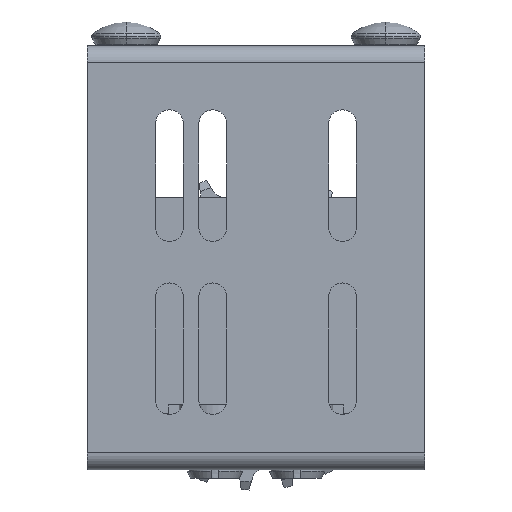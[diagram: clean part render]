
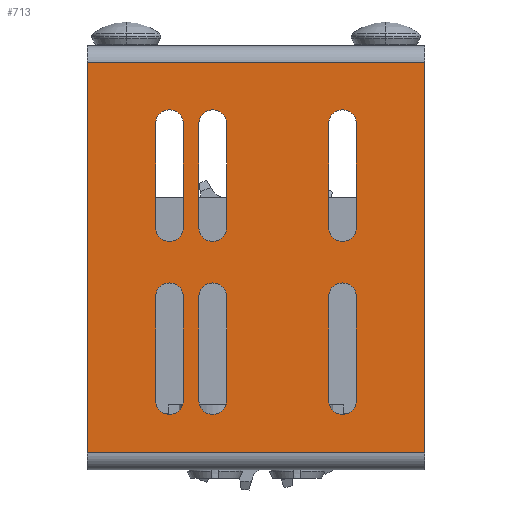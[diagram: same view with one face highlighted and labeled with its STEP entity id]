
A CAD part, left-side view. The second image highlights one B-rep face of the part: STEP entity #713.
In plain terms, the highlighted planar face has unit normal (-1, 0, 0).
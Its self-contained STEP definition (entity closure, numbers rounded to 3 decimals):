
#713=ADVANCED_FACE('',(#1980,#1981,#1982,#1983,#1984,#1985,#1986),#1987,.T.);
#1980=FACE_BOUND('',#3876,.T.);
#1981=FACE_BOUND('',#3877,.T.);
#1982=FACE_BOUND('',#3878,.T.);
#1983=FACE_BOUND('',#3879,.T.);
#1984=FACE_BOUND('',#3880,.T.);
#1985=FACE_BOUND('',#3881,.T.);
#1986=FACE_OUTER_BOUND('',#3882,.T.);
#1987=PLANE('',#3883);
#3876=EDGE_LOOP('',(#6014,#6015,#6016,#6017));
#3877=EDGE_LOOP('',(#6018,#6019,#6020,#6021));
#3878=EDGE_LOOP('',(#6022,#6023,#6024,#6025));
#3879=EDGE_LOOP('',(#6026,#6027,#6028,#6029));
#3880=EDGE_LOOP('',(#6030,#6031,#6032,#6033));
#3881=EDGE_LOOP('',(#6034,#6035,#6036,#6037));
#3882=EDGE_LOOP('',(#6038,#6039,#6040,#6041));
#3883=AXIS2_PLACEMENT_3D('',#6042,#6043,#6044);
#6014=ORIENTED_EDGE('',*,*,#11127,.T.);
#6015=ORIENTED_EDGE('',*,*,#11253,.T.);
#6016=ORIENTED_EDGE('',*,*,#11132,.T.);
#6017=ORIENTED_EDGE('',*,*,#11254,.T.);
#6018=ORIENTED_EDGE('',*,*,#11137,.T.);
#6019=ORIENTED_EDGE('',*,*,#11255,.T.);
#6020=ORIENTED_EDGE('',*,*,#11142,.T.);
#6021=ORIENTED_EDGE('',*,*,#11256,.T.);
#6022=ORIENTED_EDGE('',*,*,#11147,.T.);
#6023=ORIENTED_EDGE('',*,*,#11257,.T.);
#6024=ORIENTED_EDGE('',*,*,#11152,.T.);
#6025=ORIENTED_EDGE('',*,*,#11258,.T.);
#6026=ORIENTED_EDGE('',*,*,#11157,.T.);
#6027=ORIENTED_EDGE('',*,*,#11259,.T.);
#6028=ORIENTED_EDGE('',*,*,#11162,.T.);
#6029=ORIENTED_EDGE('',*,*,#11260,.T.);
#6030=ORIENTED_EDGE('',*,*,#11167,.T.);
#6031=ORIENTED_EDGE('',*,*,#11261,.T.);
#6032=ORIENTED_EDGE('',*,*,#11172,.T.);
#6033=ORIENTED_EDGE('',*,*,#11262,.T.);
#6034=ORIENTED_EDGE('',*,*,#11177,.T.);
#6035=ORIENTED_EDGE('',*,*,#11263,.T.);
#6036=ORIENTED_EDGE('',*,*,#11182,.T.);
#6037=ORIENTED_EDGE('',*,*,#11264,.T.);
#6038=ORIENTED_EDGE('',*,*,#11199,.T.);
#6039=ORIENTED_EDGE('',*,*,#11251,.F.);
#6040=ORIENTED_EDGE('',*,*,#11265,.F.);
#6041=ORIENTED_EDGE('',*,*,#11266,.T.);
#6042=CARTESIAN_POINT('',(0.0,39.0,49.));
#6043=DIRECTION('',(-1.0,0.0,0.0));
#6044=DIRECTION('',(0.0,0.0,-1.0));
#11127=EDGE_CURVE('',#13300,#13297,#13301,.T.);
#11132=EDGE_CURVE('',#13309,#13306,#13310,.T.);
#11137=EDGE_CURVE('',#13318,#13315,#13319,.T.);
#11142=EDGE_CURVE('',#13327,#13324,#13328,.T.);
#11147=EDGE_CURVE('',#13336,#13333,#13337,.T.);
#11152=EDGE_CURVE('',#13345,#13342,#13346,.T.);
#11157=EDGE_CURVE('',#13354,#13351,#13355,.T.);
#11162=EDGE_CURVE('',#13363,#13360,#13364,.T.);
#11167=EDGE_CURVE('',#13372,#13369,#13373,.T.);
#11172=EDGE_CURVE('',#13381,#13378,#13382,.T.);
#11177=EDGE_CURVE('',#13390,#13387,#13391,.T.);
#11182=EDGE_CURVE('',#13399,#13396,#13400,.T.);
#11199=EDGE_CURVE('',#13430,#13428,#13431,.T.);
#11251=EDGE_CURVE('',#13505,#13428,#13507,.T.);
#11253=EDGE_CURVE('',#13297,#13309,#13509,.T.);
#11254=EDGE_CURVE('',#13306,#13300,#13510,.T.);
#11255=EDGE_CURVE('',#13315,#13327,#13511,.T.);
#11256=EDGE_CURVE('',#13324,#13318,#13512,.T.);
#11257=EDGE_CURVE('',#13333,#13345,#13513,.T.);
#11258=EDGE_CURVE('',#13342,#13336,#13514,.T.);
#11259=EDGE_CURVE('',#13351,#13363,#13515,.T.);
#11260=EDGE_CURVE('',#13360,#13354,#13516,.T.);
#11261=EDGE_CURVE('',#13369,#13381,#13517,.T.);
#11262=EDGE_CURVE('',#13378,#13372,#13518,.T.);
#11263=EDGE_CURVE('',#13387,#13399,#13519,.T.);
#11264=EDGE_CURVE('',#13396,#13390,#13520,.T.);
#11265=EDGE_CURVE('',#13521,#13505,#13522,.T.);
#11266=EDGE_CURVE('',#13521,#13430,#13523,.T.);
#13297=VERTEX_POINT('',#16416);
#13300=VERTEX_POINT('',#16420);
#13301=CIRCLE('',#16421,3.2);
#13306=VERTEX_POINT('',#16427);
#13309=VERTEX_POINT('',#16431);
#13310=CIRCLE('',#16432,3.2);
#13315=VERTEX_POINT('',#16438);
#13318=VERTEX_POINT('',#16442);
#13319=CIRCLE('',#16443,3.2);
#13324=VERTEX_POINT('',#16449);
#13327=VERTEX_POINT('',#16453);
#13328=CIRCLE('',#16454,3.2);
#13333=VERTEX_POINT('',#16460);
#13336=VERTEX_POINT('',#16464);
#13337=CIRCLE('',#16465,3.2);
#13342=VERTEX_POINT('',#16471);
#13345=VERTEX_POINT('',#16475);
#13346=CIRCLE('',#16476,3.2);
#13351=VERTEX_POINT('',#16482);
#13354=VERTEX_POINT('',#16486);
#13355=CIRCLE('',#16487,3.2);
#13360=VERTEX_POINT('',#16493);
#13363=VERTEX_POINT('',#16497);
#13364=CIRCLE('',#16498,3.2);
#13369=VERTEX_POINT('',#16504);
#13372=VERTEX_POINT('',#16508);
#13373=CIRCLE('',#16509,3.2);
#13378=VERTEX_POINT('',#16515);
#13381=VERTEX_POINT('',#16519);
#13382=CIRCLE('',#16520,3.2);
#13387=VERTEX_POINT('',#16526);
#13390=VERTEX_POINT('',#16530);
#13391=CIRCLE('',#16531,3.2);
#13396=VERTEX_POINT('',#16537);
#13399=VERTEX_POINT('',#16541);
#13400=CIRCLE('',#16542,3.2);
#13428=VERTEX_POINT('',#16577);
#13430=VERTEX_POINT('',#16579);
#13431=LINE('',#16580,#16581);
#13505=VERTEX_POINT('',#16689);
#13507=LINE('',#16691,#16692);
#13509=LINE('',#16694,#16695);
#13510=LINE('',#16696,#16697);
#13511=LINE('',#16698,#16699);
#13512=LINE('',#16700,#16701);
#13513=LINE('',#16702,#16703);
#13514=LINE('',#16704,#16705);
#13515=LINE('',#16706,#16707);
#13516=LINE('',#16708,#16709);
#13517=LINE('',#16710,#16711);
#13518=LINE('',#16712,#16713);
#13519=LINE('',#16714,#16715);
#13520=LINE('',#16716,#16717);
#13521=VERTEX_POINT('',#16718);
#13522=LINE('',#16719,#16720);
#13523=LINE('',#16721,#16722);
#16416=CARTESIAN_POINT('',(0.0,16.8,40.));
#16420=CARTESIAN_POINT('',(0.0,23.2,40.));
#16421=AXIS2_PLACEMENT_3D('',#21319,#21320,#21321);
#16427=CARTESIAN_POINT('',(0.0,23.2,16.));
#16431=CARTESIAN_POINT('',(0.0,16.8,16.));
#16432=AXIS2_PLACEMENT_3D('',#21327,#21328,#21329);
#16438=CARTESIAN_POINT('',(0.0,16.8,80.));
#16442=CARTESIAN_POINT('',(0.0,23.2,80.));
#16443=AXIS2_PLACEMENT_3D('',#21335,#21336,#21337);
#16449=CARTESIAN_POINT('',(0.0,23.2,56.));
#16453=CARTESIAN_POINT('',(0.0,16.8,56.));
#16454=AXIS2_PLACEMENT_3D('',#21343,#21344,#21345);
#16460=CARTESIAN_POINT('',(0.0,-23.2,40.));
#16464=CARTESIAN_POINT('',(0.0,-16.8,40.));
#16465=AXIS2_PLACEMENT_3D('',#21351,#21352,#21353);
#16471=CARTESIAN_POINT('',(0.0,-16.8,16.));
#16475=CARTESIAN_POINT('',(0.0,-23.2,16.));
#16476=AXIS2_PLACEMENT_3D('',#21359,#21360,#21361);
#16482=CARTESIAN_POINT('',(0.0,-23.2,80.));
#16486=CARTESIAN_POINT('',(0.0,-16.8,80.));
#16487=AXIS2_PLACEMENT_3D('',#21367,#21368,#21369);
#16493=CARTESIAN_POINT('',(0.0,-16.8,56.));
#16497=CARTESIAN_POINT('',(0.0,-23.2,56.));
#16498=AXIS2_PLACEMENT_3D('',#21375,#21376,#21377);
#16504=CARTESIAN_POINT('',(0.0,6.8,40.));
#16508=CARTESIAN_POINT('',(0.0,13.2,40.));
#16509=AXIS2_PLACEMENT_3D('',#21383,#21384,#21385);
#16515=CARTESIAN_POINT('',(0.0,13.2,16.));
#16519=CARTESIAN_POINT('',(0.0,6.8,16.));
#16520=AXIS2_PLACEMENT_3D('',#21391,#21392,#21393);
#16526=CARTESIAN_POINT('',(0.0,6.8,80.));
#16530=CARTESIAN_POINT('',(0.0,13.2,80.));
#16531=AXIS2_PLACEMENT_3D('',#21399,#21400,#21401);
#16537=CARTESIAN_POINT('',(0.0,13.2,56.));
#16541=CARTESIAN_POINT('',(0.0,6.8,56.));
#16542=AXIS2_PLACEMENT_3D('',#21407,#21408,#21409);
#16577=CARTESIAN_POINT('',(0.0,-39.0,94.08));
#16579=CARTESIAN_POINT('',(0.,-39.0,3.92));
#16580=CARTESIAN_POINT('',(0.0,-39.0,3.92));
#16581=VECTOR('',#21435,1.0);
#16689=CARTESIAN_POINT('',(0.0,39.0,94.08));
#16691=CARTESIAN_POINT('',(0.0,39.0,94.08));
#16692=VECTOR('',#21500,1.0);
#16694=CARTESIAN_POINT('',(0.0,16.8,41.5));
#16695=VECTOR('',#21501,1.0);
#16696=CARTESIAN_POINT('',(0.0,23.2,38.5));
#16697=VECTOR('',#21502,1.0);
#16698=CARTESIAN_POINT('',(0.0,16.8,61.5));
#16699=VECTOR('',#21503,1.0);
#16700=CARTESIAN_POINT('',(0.0,23.2,58.5));
#16701=VECTOR('',#21504,1.0);
#16702=CARTESIAN_POINT('',(0.0,-23.2,41.5));
#16703=VECTOR('',#21505,1.0);
#16704=CARTESIAN_POINT('',(0.0,-16.8,38.5));
#16705=VECTOR('',#21506,1.0);
#16706=CARTESIAN_POINT('',(0.0,-23.2,61.5));
#16707=VECTOR('',#21507,1.0);
#16708=CARTESIAN_POINT('',(0.0,-16.8,58.5));
#16709=VECTOR('',#21508,1.0);
#16710=CARTESIAN_POINT('',(0.0,6.8,41.5));
#16711=VECTOR('',#21509,1.0);
#16712=CARTESIAN_POINT('',(0.0,13.2,38.5));
#16713=VECTOR('',#21510,1.0);
#16714=CARTESIAN_POINT('',(0.0,6.8,61.5));
#16715=VECTOR('',#21511,1.0);
#16716=CARTESIAN_POINT('',(0.0,13.2,58.5));
#16717=VECTOR('',#21512,1.0);
#16718=CARTESIAN_POINT('',(0.,39.0,3.92));
#16719=CARTESIAN_POINT('',(0.0,39.0,3.92));
#16720=VECTOR('',#21513,1.0);
#16721=CARTESIAN_POINT('',(0.,39.0,3.92));
#16722=VECTOR('',#21514,1.0);
#21319=CARTESIAN_POINT('',(0.0,20.0,40.));
#21320=DIRECTION('',(1.0,-0.0,0.0));
#21321=DIRECTION('',(0.0,1.,0.));
#21327=CARTESIAN_POINT('',(0.0,20.0,16.));
#21328=DIRECTION('',(1.0,0.0,-0.0));
#21329=DIRECTION('',(0.0,-1.,0.));
#21335=CARTESIAN_POINT('',(0.0,20.0,80.));
#21336=DIRECTION('',(1.0,-0.0,0.0));
#21337=DIRECTION('',(0.0,1.,0.));
#21343=CARTESIAN_POINT('',(0.0,20.0,56.));
#21344=DIRECTION('',(1.0,0.0,-0.0));
#21345=DIRECTION('',(0.0,-1.,0.));
#21351=CARTESIAN_POINT('',(0.0,-20.0,40.));
#21352=DIRECTION('',(1.0,-0.0,0.0));
#21353=DIRECTION('',(0.0,1.,0.));
#21359=CARTESIAN_POINT('',(0.0,-20.0,16.));
#21360=DIRECTION('',(1.0,0.0,-0.0));
#21361=DIRECTION('',(0.0,-1.,0.));
#21367=CARTESIAN_POINT('',(0.0,-20.0,80.));
#21368=DIRECTION('',(1.0,-0.0,0.0));
#21369=DIRECTION('',(0.0,1.,0.));
#21375=CARTESIAN_POINT('',(0.0,-20.0,56.));
#21376=DIRECTION('',(1.0,0.0,-0.0));
#21377=DIRECTION('',(0.0,-1.,0.));
#21383=CARTESIAN_POINT('',(0.0,10.0,40.));
#21384=DIRECTION('',(1.0,-0.0,0.0));
#21385=DIRECTION('',(0.0,1.,0.));
#21391=CARTESIAN_POINT('',(0.0,10.0,16.));
#21392=DIRECTION('',(1.0,0.0,-0.0));
#21393=DIRECTION('',(0.0,-1.,0.));
#21399=CARTESIAN_POINT('',(0.0,10.0,80.));
#21400=DIRECTION('',(1.0,-0.0,0.0));
#21401=DIRECTION('',(0.0,1.,0.));
#21407=CARTESIAN_POINT('',(0.0,10.0,56.));
#21408=DIRECTION('',(1.0,0.0,-0.0));
#21409=DIRECTION('',(0.0,-1.,0.));
#21435=DIRECTION('',(0.0,0.0,1.0));
#21500=DIRECTION('',(0.0,-1.0,0.0));
#21501=DIRECTION('',(-0.0,-0.0,-1.0));
#21502=DIRECTION('',(0.0,-0.0,1.0));
#21503=DIRECTION('',(-0.0,-0.0,-1.0));
#21504=DIRECTION('',(0.0,-0.0,1.0));
#21505=DIRECTION('',(-0.0,-0.0,-1.0));
#21506=DIRECTION('',(0.0,-0.0,1.0));
#21507=DIRECTION('',(-0.0,-0.0,-1.0));
#21508=DIRECTION('',(0.0,-0.0,1.0));
#21509=DIRECTION('',(-0.0,-0.0,-1.0));
#21510=DIRECTION('',(0.0,-0.0,1.0));
#21511=DIRECTION('',(-0.0,-0.0,-1.0));
#21512=DIRECTION('',(0.0,-0.0,1.0));
#21513=DIRECTION('',(0.0,0.0,1.0));
#21514=DIRECTION('',(0.0,-1.0,0.0));
